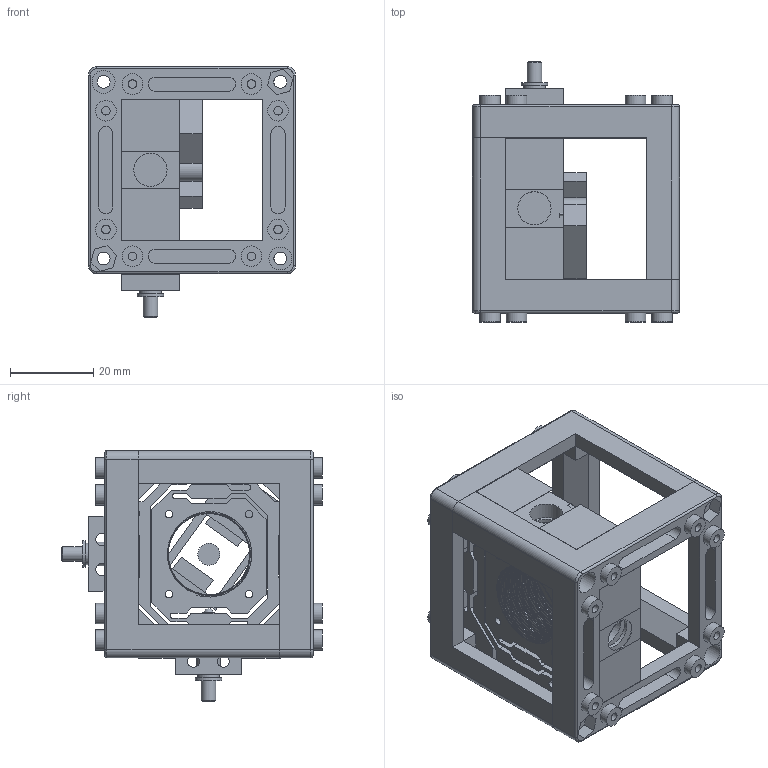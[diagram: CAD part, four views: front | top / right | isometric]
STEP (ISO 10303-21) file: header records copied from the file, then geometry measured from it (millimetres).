
FILE_DESCRIPTION(/* description */ (''),/* implementation_level */ '2;1');
FILE_NAME(/* name */ 'Assembly_Cube_Flexuremanipulator_v3.iam.step',/* time_stamp */ '2022-11-29T09:04:31+01:00',/* author */ ('UC2'),/* organization */ (''),/* preprocessor_version */ 'ST-DEVELOPER v18.1',/* originating_system */ 'Autodesk Inventor 2022',/* authorisation */ '');
FILE_SCHEMA (('AUTOMOTIVE_DESIGN { 1 0 10303 214 3 1 1 }'));
Products named in the file (12): Assembly_Cube_Flashlight_v3; Assembly_Cube_empty_IM_v3; 10_Cube_1x1_IM; 20_Cube_Inser_Flexuremanipulator_v3; 00_F6SSN2P-Step; 00_F6SS088-Step; 20_Cube_Inser_Flexuremanipulator_springlock_v3; 00_KES400; 00_KES400_Bluray_Lens; 00_KES_Bluray_Magnet; 00_KES400_Lens; 20_Cube_Insert_Flexuremanipulator_kes400_adapterplate_v3
Assembly tree (14 placements, depth 3):
  Assembly_Cube_Flashlight_v3
    Assembly_Cube_empty_IM_v3
      10_Cube_1x1_IM  x2
    20_Cube_Inser_Flexuremanipulator_v3
    00_F6SSN2P-Step  x2
    00_F6SS088-Step  x2
    20_Cube_Inser_Flexuremanipulator_springlock_v3
    00_KES400
      00_KES400_Bluray_Lens
      00_KES_Bluray_Magnet
      00_KES400_Lens
    20_Cube_Insert_Flexuremanipulator_kes400_adapterplate_v3
Bounding box: 49.82 x 62.64 x 60.29 mm (x, y, z)
Volume: 46452.3 mm3; surface area: 40886.3 mm2
Topology: 15 solids, 15 shells, 662 faces, 1722 edges, 1142 vertices
Faces by surface type: plane 418, cylinder 218, cone 14, torus 8, bspline 2, sphere 2
Full cylindrical faces by diameter (mm): 1.8 x4, 2 x3, 2.05 x16, 2.383 x2, 2.9 x4, 3.1 x8, 3.505 x4, 4.9 x3, 4.95 x16, 5.194 x2, 5.297 x1, 5.5 x4, 5.702 x2, 6.35 x2, 8 x6, 19.9 x19, 20.616 x19
Entity records: 20162 total; most frequent: CARTESIAN_POINT 6905, ORIENTED_EDGE 2584, DIRECTION 2505, EDGE_CURVE 1292, LINE 937, VECTOR 937, VERTEX_POINT 861, AXIS2_PLACEMENT_3D 784
